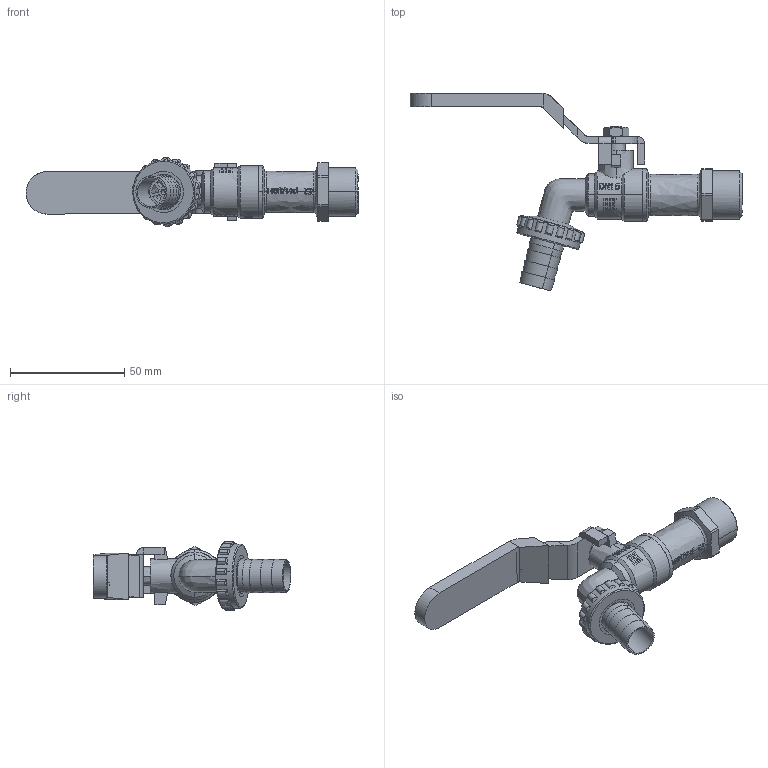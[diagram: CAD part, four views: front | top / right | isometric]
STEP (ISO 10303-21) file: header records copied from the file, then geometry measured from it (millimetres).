
FILE_DESCRIPTION( ('This file contains a STEP AP42 implementation' ,'as created by ZW3D STEP Interface translator.') ,'2;1' );
FILE_NAME( 'BVR-CR.STEP' ,'23 1 5.173048', (''), ('ZWCAD Software Co.'), 'Version 1.0', 'ZW3D to STEP translator', '' );
FILE_SCHEMA(('AUTOMOTIVE_DESIGN'));
Length unit declared in the file: millimetre
Products named in the file (14): 0; BVR-CR; 三接水嘴接体; 妗陑⑩_18x10x3; 概釱_15x10x2.8; 邧羞俋蹟恇概裝; O遠; 鞠褒蹟譫_M6X5; 煦阨ん; 諾陑菜え; 豪宒蟀諉簽; 堤阨諳; 沺す啣忒梟; 三接水嘴接管
Assembly tree (14 placements, depth 2):
  0
  BVR-CR
    三接水嘴接体
    妗陑⑩_18x10x3
    概釱_15x10x2.8  x2
    邧羞俋蹟恇概裝
    O遠  x2
    鞠褒蹟譫_M6X5
    煦阨ん
    諾陑菜え
    豪宒蟀諉簽
    堤阨諳
    沺す啣忒梟
    三接水嘴接管
Bounding box: 145.01 x 86.41 x 29.98 mm (x, y, z)
Volume: 11328.3 mm3; surface area: 33790.2 mm2
Topology: 11 solids, 17 shells, 1242 faces, 3352 edges, 2144 vertices
Faces by surface type: bspline 1242
Entity records: 58713 total; most frequent: CARTESIAN_POINT 37534, ORIENTED_EDGE 6503, EDGE_CURVE 3316, B_SPLINE_CURVE_WITH_KNOTS 2789, VERTEX_POINT 2124, EDGE_LOOP 1339, FACE_OUTER_BOUND 1224, ADVANCED_FACE 1224
